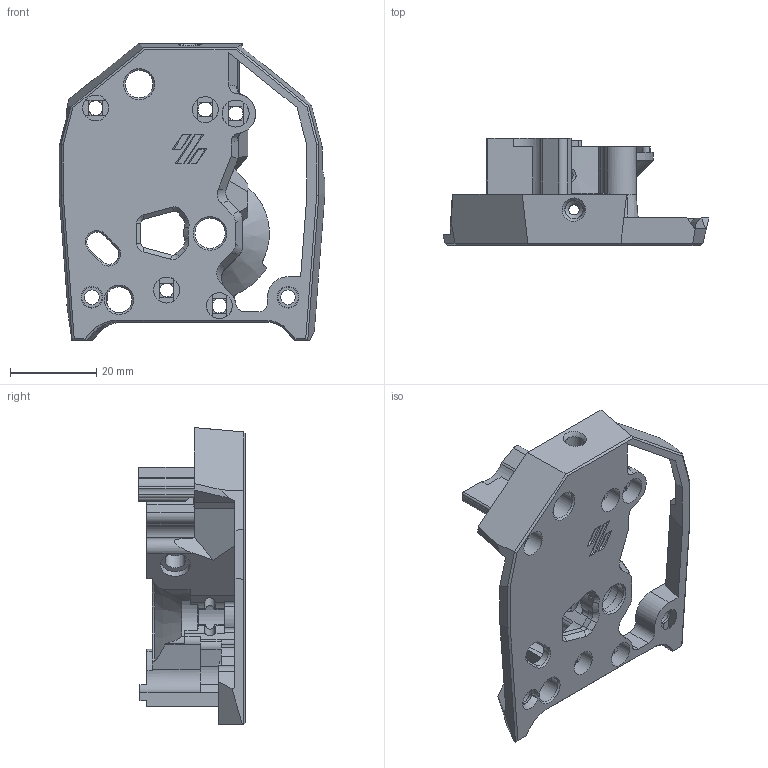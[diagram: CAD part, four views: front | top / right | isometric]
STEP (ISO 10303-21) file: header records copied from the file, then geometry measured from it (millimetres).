
FILE_DESCRIPTION(/* description */ (''),/* implementation_level */ '2;1');
FILE_NAME(/* name */ 'main_body.step',/* time_stamp */ '2023-01-20T15:29:45-08:00',/* author */ (''),/* organization */ (''),/* preprocessor_version */ 'ST-DEVELOPER v19.2',/* originating_system */ 'Autodesk Translation Framework v11.17.0.187',/* authorisation */ '');
FILE_SCHEMA (('AUTOMOTIVE_DESIGN { 1 0 10303 214 3 1 1 }'));
Length unit declared in the file: millimetre
Products named in the file (1): main_body
Bounding box: 61.54 x 24.7 x 68.69 mm (x, y, z)
Volume: 23253.2 mm3; surface area: 13783.8 mm2
Topology: 1 solids, 1 shells, 442 faces, 1219 edges, 782 vertices
Faces by surface type: plane 248, cylinder 136, cone 29, bspline 27, torus 2
Full cylindrical faces by diameter (mm): 2.4 x2, 2.8 x1, 3.2 x1, 3.4 x6, 4.2 x2, 4.7 x4, 6 x5, 6.248 x1, 6.4 x1, 7 x2, 8.2 x1
Entity records: 15390 total; most frequent: CARTESIAN_POINT 3977, ORIENTED_EDGE 2438, DIRECTION 2344, EDGE_CURVE 1219, AXIS2_PLACEMENT_3D 792, VERTEX_POINT 782, LINE 760, VECTOR 760
